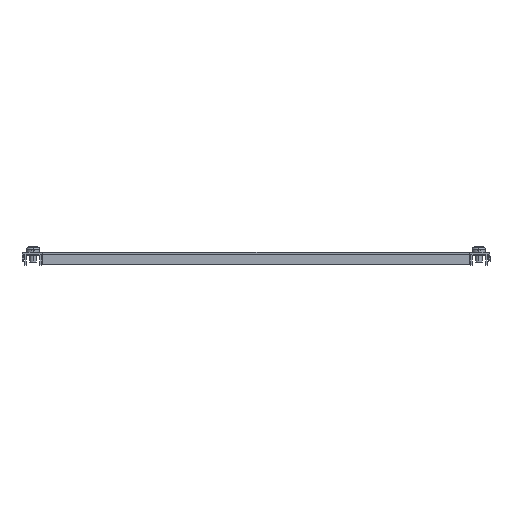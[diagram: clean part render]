
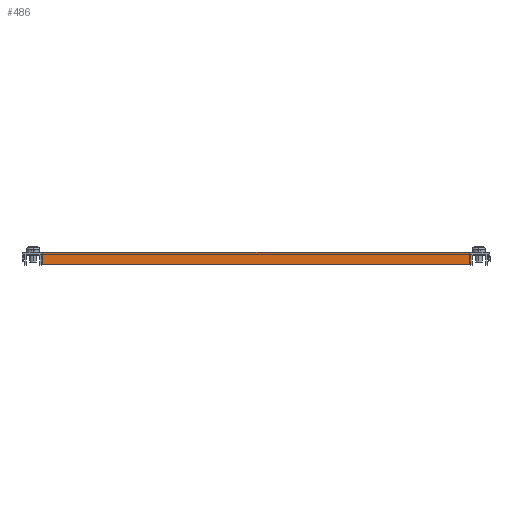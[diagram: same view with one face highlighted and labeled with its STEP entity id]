
A CAD part, left-side view. The second image highlights one B-rep face of the part: STEP entity #486.
In plain terms, the highlighted planar face has unit normal (-1, 0, 0).
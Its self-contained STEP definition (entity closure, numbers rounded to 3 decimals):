
#49 = DIRECTION ( 'NONE',  ( 0., 0., -1. ) ) ;
#52 = EDGE_CURVE ( 'NONE', #2164, #1985, #8007, .T. ) ;
#100 = VECTOR ( 'NONE', #49, 1000. ) ;
#361 = CARTESIAN_POINT ( 'NONE',  ( -420., 0., 11.5 ) ) ;
#486 = ADVANCED_FACE ( 'NONE', ( #8097 ), #1354, .F. ) ;
#858 = ORIENTED_EDGE ( 'NONE', *, *, #2218, .T. ) ;
#913 = VECTOR ( 'NONE', #4881, 1000. ) ;
#960 = CARTESIAN_POINT ( 'NONE',  ( -420., 0., 0.75 ) ) ;
#1064 = CARTESIAN_POINT ( 'NONE',  ( -420., -191.5, 11.5 ) ) ;
#1259 = EDGE_CURVE ( 'NONE', #2164, #1772, #2362, .T. ) ;
#1354 = PLANE ( 'NONE',  #2938 ) ;
#1381 = EDGE_CURVE ( 'NONE', #8634, #6162, #9169, .T. ) ;
#1660 = CARTESIAN_POINT ( 'NONE',  ( -420., -191.5, 0.75 ) ) ;
#1762 = CARTESIAN_POINT ( 'NONE',  ( -420., -191.5, 9. ) ) ;
#1772 = VERTEX_POINT ( 'NONE', #5694 ) ;
#1905 = DIRECTION ( 'NONE',  ( 0., -1., 0. ) ) ;
#1958 = CARTESIAN_POINT ( 'NONE',  ( -420., 191.5, 11.5 ) ) ;
#1985 = VERTEX_POINT ( 'NONE', #4558 ) ;
#2164 = VERTEX_POINT ( 'NONE', #3404 ) ;
#2218 = EDGE_CURVE ( 'NONE', #5590, #1985, #7065, .T. ) ;
#2362 = LINE ( 'NONE', #4546, #100 ) ;
#2639 = LINE ( 'NONE', #1762, #913 ) ;
#2777 = ORIENTED_EDGE ( 'NONE', *, *, #52, .F. ) ;
#2779 = DIRECTION ( 'NONE',  ( 0., 0., -1. ) ) ;
#2938 = AXIS2_PLACEMENT_3D ( 'NONE', #8633, #6531, #2779 ) ;
#3404 = CARTESIAN_POINT ( 'NONE',  ( -420., 191.5, 9. ) ) ;
#4521 = VECTOR ( 'NONE', #9284, 1000. ) ;
#4546 = CARTESIAN_POINT ( 'NONE',  ( -420., 191.5, 11.5 ) ) ;
#4558 = CARTESIAN_POINT ( 'NONE',  ( -420., 191.5, 11.5 ) ) ;
#4793 = DIRECTION ( 'NONE',  ( 0., 0., 1. ) ) ;
#4881 = DIRECTION ( 'NONE',  ( 0., 0., 1. ) ) ;
#5590 = VERTEX_POINT ( 'NONE', #1064 ) ;
#5694 = CARTESIAN_POINT ( 'NONE',  ( -420., 191.5, 0.75 ) ) ;
#5806 = ORIENTED_EDGE ( 'NONE', *, *, #8711, .T. ) ;
#6162 = VERTEX_POINT ( 'NONE', #8702 ) ;
#6373 = EDGE_LOOP ( 'NONE', ( #7670, #5806, #858, #2777, #7221, #7391 ) ) ;
#6531 = DIRECTION ( 'NONE',  ( 1., 0., 0. ) ) ;
#7065 = LINE ( 'NONE', #361, #4521 ) ;
#7221 = ORIENTED_EDGE ( 'NONE', *, *, #1259, .T. ) ;
#7349 = EDGE_CURVE ( 'NONE', #1772, #8634, #7663, .T. ) ;
#7391 = ORIENTED_EDGE ( 'NONE', *, *, #7349, .T. ) ;
#7509 = VECTOR ( 'NONE', #1905, 1000. ) ;
#7663 = LINE ( 'NONE', #960, #7509 ) ;
#7670 = ORIENTED_EDGE ( 'NONE', *, *, #1381, .T. ) ;
#8007 = LINE ( 'NONE', #1958, #9289 ) ;
#8097 = FACE_OUTER_BOUND ( 'NONE', #6373, .T. ) ;
#8559 = CARTESIAN_POINT ( 'NONE',  ( -420., -191.5, 11.5 ) ) ;
#8633 = CARTESIAN_POINT ( 'NONE',  ( -420., 0., 11.5 ) ) ;
#8634 = VERTEX_POINT ( 'NONE', #1660 ) ;
#8702 = CARTESIAN_POINT ( 'NONE',  ( -420., -191.5, 9. ) ) ;
#8711 = EDGE_CURVE ( 'NONE', #6162, #5590, #2639, .T. ) ;
#8734 = DIRECTION ( 'NONE',  ( 0., 0., 1. ) ) ;
#9169 = LINE ( 'NONE', #8559, #9610 ) ;
#9284 = DIRECTION ( 'NONE',  ( 0., 1., 0. ) ) ;
#9289 = VECTOR ( 'NONE', #8734, 1000. ) ;
#9610 = VECTOR ( 'NONE', #4793, 1000. ) ;
